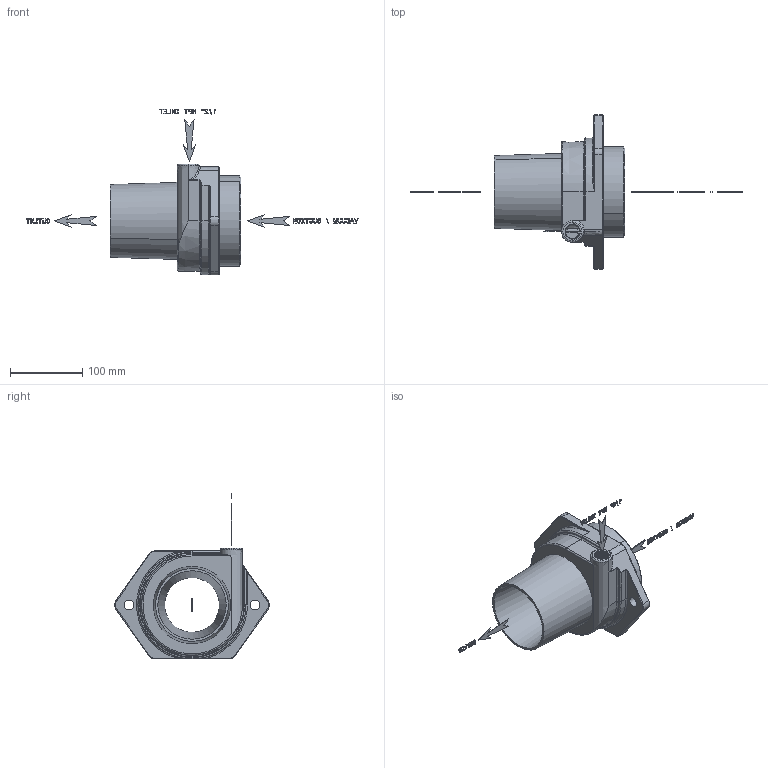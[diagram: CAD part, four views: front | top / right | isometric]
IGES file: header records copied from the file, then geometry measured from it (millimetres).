
Start section: START RECORD GO HERE.
Global section: file name: AM-75 Outline.igs; native system: DASSAULT SYSTEMES CATIA V5 R20 - www.3ds.com; preprocessor: CATIA Version 5 Release 20 ; author: DESIGNENG; organization: DESIGNENG; date: 20150601.113942; units: millimetre
Bounding box: 460.87 x 214.92 x 230.39 mm (x, y, z)
Volume: 1030197.7 mm3; surface area: 219440.7 mm2
Topology: 39 solids, 39 shells, 1005 faces, 2634 edges, 1726 vertices
Faces by surface type: plane 783, revolution 124, extrusion 55, bspline 43
